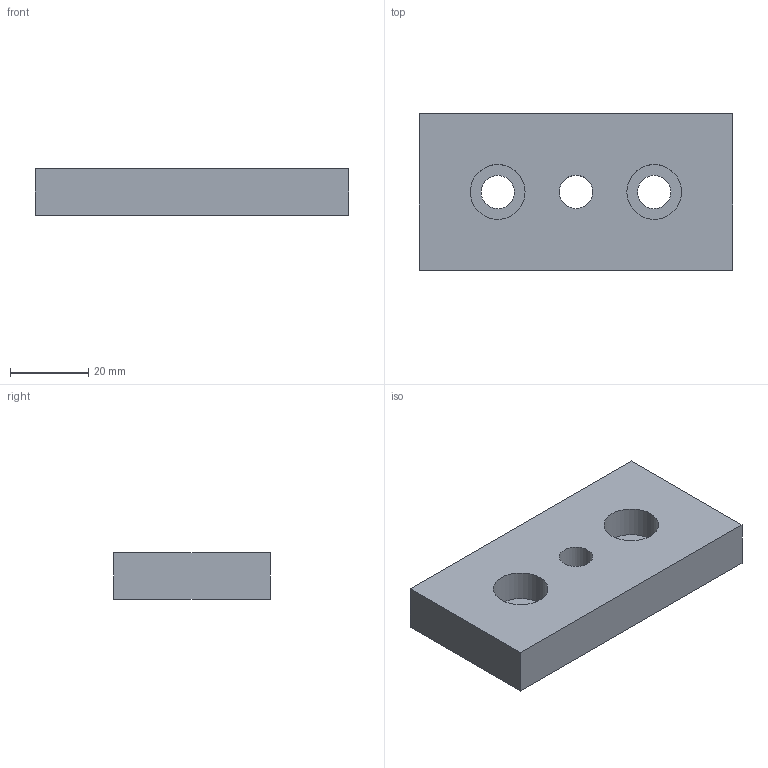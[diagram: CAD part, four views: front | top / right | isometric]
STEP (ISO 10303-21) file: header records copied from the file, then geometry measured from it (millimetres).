
FILE_DESCRIPTION(('STEP AP203'),'2;1');
FILE_NAME('31.002.00.stp','2011-03-21T16:24:01',(''),(''),'2009.3.110','THINKDESIGN','');
FILE_SCHEMA(('CONFIG_CONTROL_DESIGN'));
Length unit declared in the file: millimetre
Bounding box: 80 x 40 x 12 mm (x, y, z)
Volume: 34802.1 mm3; surface area: 10177.3 mm2
Topology: 1 solids, 1 shells, 13 faces, 37 edges, 28 vertices
Faces by surface type: plane 8, cylinder 5
Full cylindrical faces by diameter (mm): 8.5 x3, 14 x2
Entity records: 556 total; most frequent: DIRECTION 83, CARTESIAN_POINT 78, ORIENTED_EDGE 74, EDGE_CURVE 37, AXIS2_PLACEMENT_3D 33, VERTEX_POINT 28, EDGE_LOOP 21, CIRCLE 20
